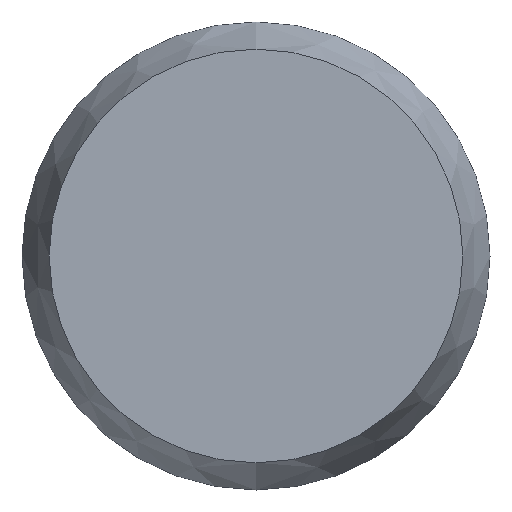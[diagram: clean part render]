
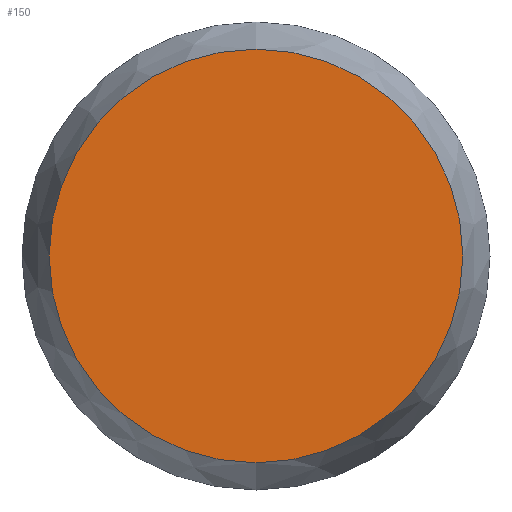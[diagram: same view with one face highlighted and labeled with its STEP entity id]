
A CAD part, left-side view. The second image highlights one B-rep face of the part: STEP entity #150.
In plain terms, the highlighted planar face has unit normal (-1, 0, 0).
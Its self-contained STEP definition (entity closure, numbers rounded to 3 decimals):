
#11 = ORIENTED_EDGE ( 'NONE', *, *, #67, .T. ) ;
#20 = DIRECTION ( 'NONE',  ( 0., 0., -1. ) ) ;
#24 = EDGE_CURVE ( 'NONE', #206, #244, #62, .T. ) ;
#52 = CARTESIAN_POINT ( 'NONE',  ( -14., 0., 0. ) ) ;
#54 = CARTESIAN_POINT ( 'NONE',  ( -14., 0., 0. ) ) ;
#62 = CIRCLE ( 'NONE', #139, 30.496 ) ;
#67 = EDGE_CURVE ( 'NONE', #244, #206, #88, .T. ) ;
#88 = CIRCLE ( 'NONE', #231, 30.496 ) ;
#94 = PLANE ( 'NONE',  #107 ) ;
#95 = CARTESIAN_POINT ( 'NONE',  ( -14., 0., 0. ) ) ;
#107 = AXIS2_PLACEMENT_3D ( 'NONE', #95, #169, #20 ) ;
#133 = EDGE_LOOP ( 'NONE', ( #11, #176 ) ) ;
#136 = DIRECTION ( 'NONE',  ( -1., 0., 0. ) ) ;
#139 = AXIS2_PLACEMENT_3D ( 'NONE', #54, #136, #165 ) ;
#150 = ADVANCED_FACE ( 'NONE', ( #205 ), #94, .F. ) ;
#165 = DIRECTION ( 'NONE',  ( 0., 0., 1. ) ) ;
#169 = DIRECTION ( 'NONE',  ( 1., 0., 0. ) ) ;
#176 = ORIENTED_EDGE ( 'NONE', *, *, #24, .T. ) ;
#205 = FACE_OUTER_BOUND ( 'NONE', #133, .T. ) ;
#206 = VERTEX_POINT ( 'NONE', #222 ) ;
#222 = CARTESIAN_POINT ( 'NONE',  ( -14., 0., 30.496 ) ) ;
#231 = AXIS2_PLACEMENT_3D ( 'NONE', #52, #232, #243 ) ;
#232 = DIRECTION ( 'NONE',  ( -1., 0., 0. ) ) ;
#241 = CARTESIAN_POINT ( 'NONE',  ( -14., 0., -30.496 ) ) ;
#243 = DIRECTION ( 'NONE',  ( 0., 0., 1. ) ) ;
#244 = VERTEX_POINT ( 'NONE', #241 ) ;
